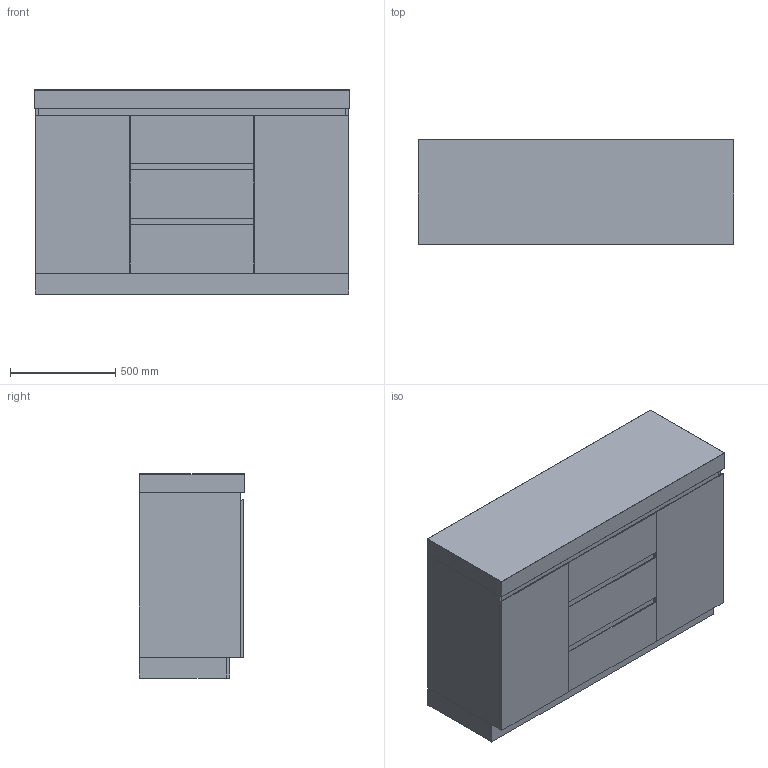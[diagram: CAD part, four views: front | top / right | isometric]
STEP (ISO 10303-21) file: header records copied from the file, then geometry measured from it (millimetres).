
FILE_DESCRIPTION(/* description */ (''),/* implementation_level */ '2;1');
FILE_NAME(/* name */ 'Domaine Hamper 1500 Double (90MM)',/* time_stamp */ '2025-08-20T13:37:12+10:00',/* author */ (''),/* organization */ (''),/* preprocessor_version */ 'ST-DEVELOPER v16.5',/* originating_system */ 'Rhino 7.37',/* authorisation */ '');
FILE_SCHEMA (('AUTOMOTIVE_DESIGN'));
Length unit declared in the file: millimetre
Products named in the file (8): Domaine Hamper 1500 Double (90MM); Document; Domaine Hamper 1500 Double (90MM)1; Domaine Hamper ALL15; Domaine Hamper 1500 Double6; Domaine Hamper 1500 Double FM2; Blank Benchtops ALL7891011121314; 1500 Benchtop (90mm)45
Assembly tree (7 placements, depth 6):
  Domaine Hamper 1500 Double (90MM)
    Document
      Domaine Hamper 1500 Double (90MM)1
        Domaine Hamper ALL15
          Domaine Hamper 1500 Double6
            Domaine Hamper 1500 Double FM2
        Blank Benchtops ALL7891011121314
          1500 Benchtop (90mm)45
Bounding box: 1500 x 500 x 970 mm (x, y, z)
Volume: 97627539.4 mm3; surface area: 13349500 mm2
Topology: 17 solids, 17 shells, 151 faces, 334 edges, 212 vertices
Faces by surface type: plane 134, cylinder 9, bspline 8
Entity records: 4163 total; most frequent: CARTESIAN_POINT 1144, ORIENTED_EDGE 656, EDGE_CURVE 328, B_SPLINE_CURVE_WITH_KNOTS 308, VERTEX_POINT 212, DIRECTION 177, AXIS2_PLACEMENT_3D 160, EDGE_LOOP 152
